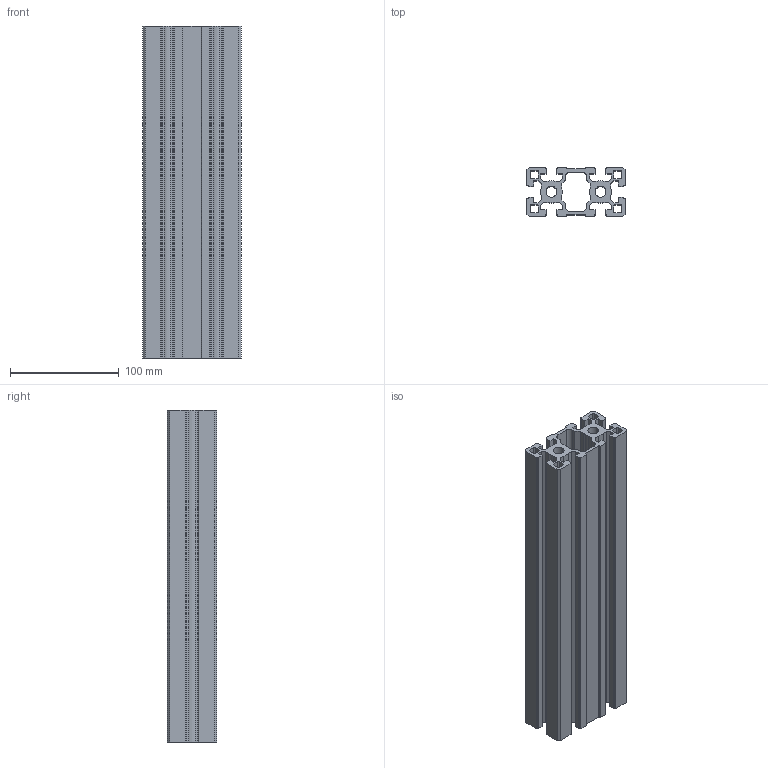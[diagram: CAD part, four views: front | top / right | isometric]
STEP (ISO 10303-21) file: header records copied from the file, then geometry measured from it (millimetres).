
FILE_DESCRIPTION (( 'STEP AP203' ), '1' );
FILE_NAME ('45-4590C.step', '2022-09-20T12:17:59', ( '' ), ( '' ), 'SwSTEP 2.0', 'SolidWorks 2021', '' );
FILE_SCHEMA (( 'CONFIG_CONTROL_DESIGN' ));
Length unit declared in the file: millimetre
Products named in the file (1): 45-4590C
Bounding box: 90 x 45 x 304.8 mm (x, y, z)
Volume: 505482.1 mm3; surface area: 250528 mm2
Topology: 1 solids, 1 shells, 199 faces, 591 edges, 394 vertices
Faces by surface type: plane 138, cylinder 61
Entity records: 6752 total; most frequent: CARTESIAN_POINT 1185, ORIENTED_EDGE 1182, DIRECTION 1113, EDGE_CURVE 591, VECTOR 469, LINE 469, VERTEX_POINT 394, AXIS2_PLACEMENT_3D 322
